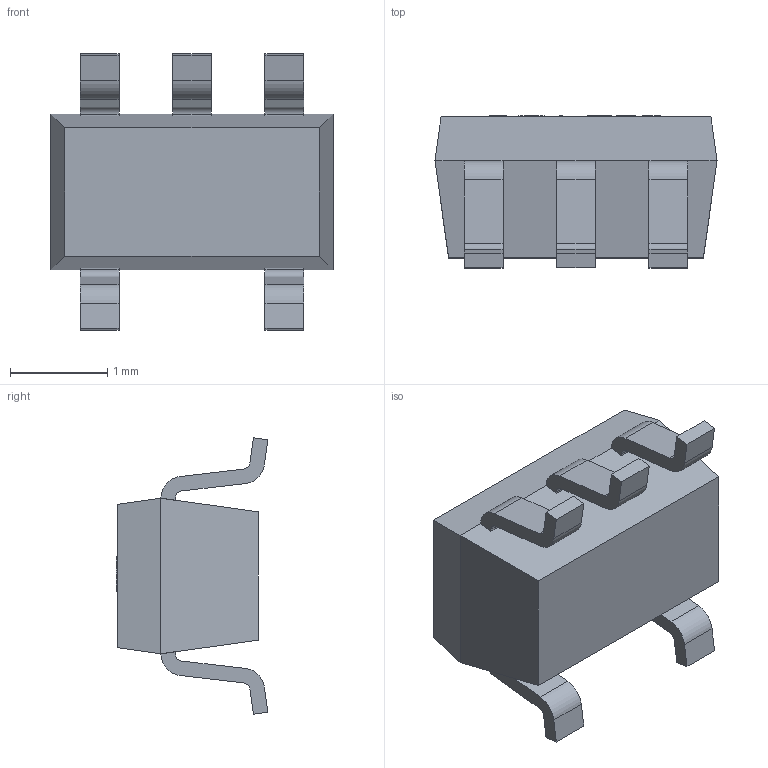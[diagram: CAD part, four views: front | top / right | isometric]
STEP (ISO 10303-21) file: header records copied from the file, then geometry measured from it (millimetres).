
FILE_DESCRIPTION (( 'STEP AP214' ), '1' );
FILE_NAME ('SOT235.STEP', '2015-03-14T20:43:33', ( '' ), ( '' ), 'SwSTEP 2.0', 'SolidWorks 2014', '' );
FILE_SCHEMA (( 'AUTOMOTIVE_DESIGN' ));
Length unit declared in the file: millimetre
Products named in the file (1): SOT235
Bounding box: 2.9 x 1.56 x 2.84 mm (x, y, z)
Volume: 6.4 mm3; surface area: 27.5 mm2
Topology: 1 solids, 1 shells, 158 faces, 430 edges, 282 vertices
Faces by surface type: plane 87, bspline 51, cylinder 20
Entity records: 8820 total; most frequent: CARTESIAN_POINT 4034, ORIENTED_EDGE 860, DIRECTION 584, EDGE_CURVE 430, VECTOR 288, LINE 288, VERTEX_POINT 282, EDGE_LOOP 166
